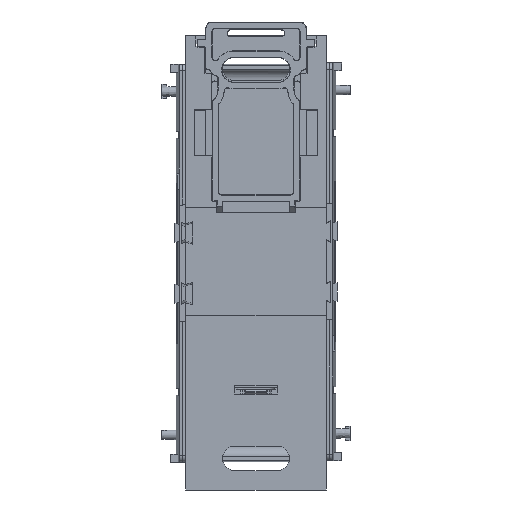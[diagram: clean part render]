
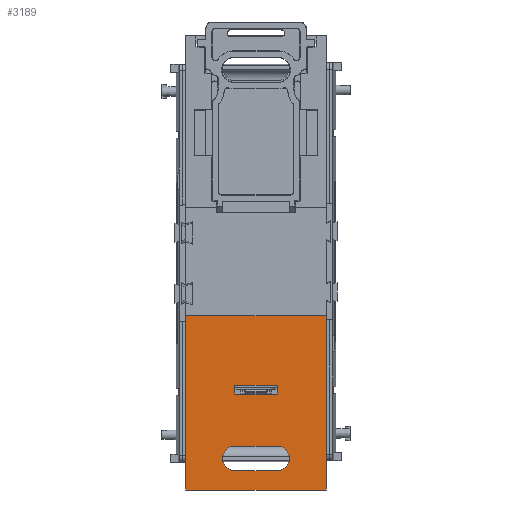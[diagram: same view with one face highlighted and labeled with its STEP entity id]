
A CAD part, front view. The second image highlights one B-rep face of the part: STEP entity #3189.
In plain terms, the highlighted planar face has unit normal (0, -1, 0).
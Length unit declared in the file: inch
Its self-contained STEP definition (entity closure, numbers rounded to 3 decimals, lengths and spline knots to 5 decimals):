
#252 = ORIENTED_EDGE ( 'NONE', *, *, #641, .F. ) ;
#268 = VECTOR ( 'NONE', #16045, 39.37008 ) ;
#641 = EDGE_CURVE ( 'NONE', #17646, #24484, #9469, .T. ) ;
#1428 = CARTESIAN_POINT ( 'NONE',  ( 0.86614, -0.60039, -0.64961 ) ) ;
#1438 = VECTOR ( 'NONE', #17844, 39.37008 ) ;
#2671 = FACE_BOUND ( 'NONE', #15773, .T. ) ;
#3071 = VERTEX_POINT ( 'NONE', #24486 ) ;
#3189 = ADVANCED_FACE ( 'NONE', ( #21171, #2671, #16771 ), #19043, .F. ) ;
#3201 = ORIENTED_EDGE ( 'NONE', *, *, #9311, .F. ) ;
#3529 = CARTESIAN_POINT ( 'NONE',  ( -0.86614, -0.60039, -2.79921 ) ) ;
#3559 = LINE ( 'NONE', #11424, #24856 ) ;
#3600 = LINE ( 'NONE', #11723, #7466 ) ;
#3629 = ORIENTED_EDGE ( 'NONE', *, *, #9848, .F. ) ;
#3661 = ORIENTED_EDGE ( 'NONE', *, *, #16420, .F. ) ;
#3877 = EDGE_CURVE ( 'NONE', #23311, #7189, #3945, .T. ) ;
#3945 = LINE ( 'NONE', #26296, #268 ) ;
#4029 = DIRECTION ( 'NONE',  ( 0., -1., 0. ) ) ;
#4419 = CARTESIAN_POINT ( 'NONE',  ( 0.26378, -0.60039, -1.61673 ) ) ;
#4656 = ORIENTED_EDGE ( 'NONE', *, *, #15309, .F. ) ;
#4741 = ORIENTED_EDGE ( 'NONE', *, *, #24751, .T. ) ;
#4927 = DIRECTION ( 'NONE',  ( 0., 0., -1. ) ) ;
#5038 = VECTOR ( 'NONE', #4927, 39.37008 ) ;
#5259 = ORIENTED_EDGE ( 'NONE', *, *, #15651, .F. ) ;
#5406 = ORIENTED_EDGE ( 'NONE', *, *, #3877, .F. ) ;
#5855 = CARTESIAN_POINT ( 'NONE',  ( 0.86614, -0.60039, -2.25984 ) ) ;
#5957 = CARTESIAN_POINT ( 'NONE',  ( -0.26378, -0.60039, -1.61673 ) ) ;
#6014 = LINE ( 'NONE', #22395, #18317 ) ;
#6333 = CARTESIAN_POINT ( 'NONE',  ( 0.86614, -0.60039, -2.79921 ) ) ;
#6782 = CARTESIAN_POINT ( 'NONE',  ( 0.86614, -0.60039, -0.64961 ) ) ;
#7044 = DIRECTION ( 'NONE',  ( 0., 0., 1. ) ) ;
#7189 = VERTEX_POINT ( 'NONE', #4419 ) ;
#7310 = VECTOR ( 'NONE', #19235, 39.37008 ) ;
#7355 = CARTESIAN_POINT ( 'NONE',  ( 0.26378, -0.60039, -0.64961 ) ) ;
#7466 = VECTOR ( 'NONE', #19841, 39.37008 ) ;
#8052 = VERTEX_POINT ( 'NONE', #11015 ) ;
#8154 = VECTOR ( 'NONE', #20586, 39.37008 ) ;
#8494 = ORIENTED_EDGE ( 'NONE', *, *, #25343, .F. ) ;
#8503 = VERTEX_POINT ( 'NONE', #19978 ) ;
#8583 = LINE ( 'NONE', #24961, #7310 ) ;
#9311 = EDGE_CURVE ( 'NONE', #18323, #20094, #6014, .T. ) ;
#9317 = CARTESIAN_POINT ( 'NONE',  ( -0.86614, -0.60039, -0.64961 ) ) ;
#9469 = LINE ( 'NONE', #5855, #1438 ) ;
#9578 = CARTESIAN_POINT ( 'NONE',  ( -0.26378, -0.60039, -0.64961 ) ) ;
#9848 = EDGE_CURVE ( 'NONE', #24493, #8503, #16586, .T. ) ;
#9953 = CARTESIAN_POINT ( 'NONE',  ( 0.86614, -0.60039, -2.79921 ) ) ;
#10212 = ORIENTED_EDGE ( 'NONE', *, *, #19075, .F. ) ;
#10638 = CARTESIAN_POINT ( 'NONE',  ( 0.26378, -0.60039, -1.50649 ) ) ;
#10793 = DIRECTION ( 'NONE',  ( 0., 1., 0. ) ) ;
#11015 = CARTESIAN_POINT ( 'NONE',  ( -0.26378, -0.60039, -2.55906 ) ) ;
#11424 = CARTESIAN_POINT ( 'NONE',  ( 0.86614, -0.60039, 0. ) ) ;
#11624 = LINE ( 'NONE', #7355, #22811 ) ;
#11723 = CARTESIAN_POINT ( 'NONE',  ( 0.86614, -0.60039, -2.55906 ) ) ;
#11849 = CARTESIAN_POINT ( 'NONE',  ( 0.26378, -0.60039, -2.25984 ) ) ;
#12357 = EDGE_LOOP ( 'NONE', ( #16688, #252, #3661, #4656 ) ) ;
#12826 = AXIS2_PLACEMENT_3D ( 'NONE', #13024, #15536, #15396 ) ;
#13024 = CARTESIAN_POINT ( 'NONE',  ( -0.26378, -0.60039, -2.40945 ) ) ;
#13951 = LINE ( 'NONE', #9953, #21511 ) ;
#15309 = EDGE_CURVE ( 'NONE', #8052, #3071, #3600, .T. ) ;
#15396 = DIRECTION ( 'NONE',  ( 0., 0., 1. ) ) ;
#15536 = DIRECTION ( 'NONE',  ( 0., -1., 0. ) ) ;
#15651 = EDGE_CURVE ( 'NONE', #18159, #18323, #13951, .T. ) ;
#15773 = EDGE_LOOP ( 'NONE', ( #10212, #3629, #8494, #5406 ) ) ;
#15993 = CARTESIAN_POINT ( 'NONE',  ( -0.26378, -0.60039, -2.25984 ) ) ;
#16045 = DIRECTION ( 'NONE',  ( 1., 0., 0. ) ) ;
#16132 = CARTESIAN_POINT ( 'NONE',  ( 0.26378, -0.60039, -2.40945 ) ) ;
#16420 = EDGE_CURVE ( 'NONE', #3071, #17646, #17760, .T. ) ;
#16586 = LINE ( 'NONE', #20725, #8154 ) ;
#16665 = DIRECTION ( 'NONE',  ( 0., 0., 1. ) ) ;
#16688 = ORIENTED_EDGE ( 'NONE', *, *, #20533, .F. ) ;
#16771 = FACE_BOUND ( 'NONE', #12357, .T. ) ;
#17646 = VERTEX_POINT ( 'NONE', #11849 ) ;
#17760 = CIRCLE ( 'NONE', #19893, 0.14961 ) ;
#17800 = DIRECTION ( 'NONE',  ( 0., 0., 1. ) ) ;
#17844 = DIRECTION ( 'NONE',  ( -1., 0., 0. ) ) ;
#18159 = VERTEX_POINT ( 'NONE', #6333 ) ;
#18317 = VECTOR ( 'NONE', #16665, 39.37008 ) ;
#18323 = VERTEX_POINT ( 'NONE', #3529 ) ;
#19043 = PLANE ( 'NONE',  #25336 ) ;
#19075 = EDGE_CURVE ( 'NONE', #8503, #23311, #23673, .T. ) ;
#19235 = DIRECTION ( 'NONE',  ( -1., 0., 0. ) ) ;
#19841 = DIRECTION ( 'NONE',  ( 1., 0., 0. ) ) ;
#19893 = AXIS2_PLACEMENT_3D ( 'NONE', #16132, #4029, #22129 ) ;
#19940 = DIRECTION ( 'NONE',  ( -1., 0., 0. ) ) ;
#19978 = CARTESIAN_POINT ( 'NONE',  ( -0.26378, -0.60039, -1.50649 ) ) ;
#20094 = VERTEX_POINT ( 'NONE', #9317 ) ;
#20533 = EDGE_CURVE ( 'NONE', #24484, #8052, #25552, .T. ) ;
#20586 = DIRECTION ( 'NONE',  ( -1., 0., 0. ) ) ;
#20725 = CARTESIAN_POINT ( 'NONE',  ( 0.86614, -0.60039, -1.50649 ) ) ;
#21171 = FACE_OUTER_BOUND ( 'NONE', #22675, .T. ) ;
#21511 = VECTOR ( 'NONE', #19940, 39.37008 ) ;
#21628 = EDGE_CURVE ( 'NONE', #24662, #20094, #8583, .T. ) ;
#22129 = DIRECTION ( 'NONE',  ( 0., 0., 1. ) ) ;
#22395 = CARTESIAN_POINT ( 'NONE',  ( -0.86614, -0.60039, -0.64961 ) ) ;
#22675 = EDGE_LOOP ( 'NONE', ( #5259, #4741, #23131, #3201 ) ) ;
#22811 = VECTOR ( 'NONE', #25860, 39.37008 ) ;
#23131 = ORIENTED_EDGE ( 'NONE', *, *, #21628, .T. ) ;
#23311 = VERTEX_POINT ( 'NONE', #5957 ) ;
#23673 = LINE ( 'NONE', #9578, #5038 ) ;
#24484 = VERTEX_POINT ( 'NONE', #15993 ) ;
#24486 = CARTESIAN_POINT ( 'NONE',  ( 0.26378, -0.60039, -2.55906 ) ) ;
#24493 = VERTEX_POINT ( 'NONE', #10638 ) ;
#24662 = VERTEX_POINT ( 'NONE', #1428 ) ;
#24751 = EDGE_CURVE ( 'NONE', #18159, #24662, #3559, .T. ) ;
#24856 = VECTOR ( 'NONE', #17800, 39.37008 ) ;
#24961 = CARTESIAN_POINT ( 'NONE',  ( 0.86614, -0.60039, -0.64961 ) ) ;
#25336 = AXIS2_PLACEMENT_3D ( 'NONE', #6782, #10793, #7044 ) ;
#25343 = EDGE_CURVE ( 'NONE', #7189, #24493, #11624, .T. ) ;
#25552 = CIRCLE ( 'NONE', #12826, 0.14961 ) ;
#25860 = DIRECTION ( 'NONE',  ( 0., 0., 1. ) ) ;
#26296 = CARTESIAN_POINT ( 'NONE',  ( 0.86614, -0.60039, -1.61673 ) ) ;
